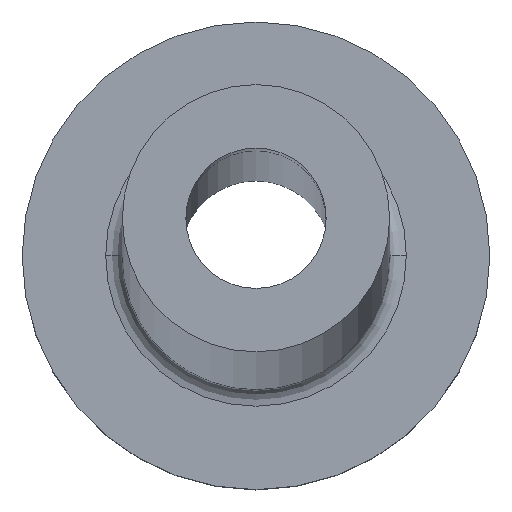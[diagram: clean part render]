
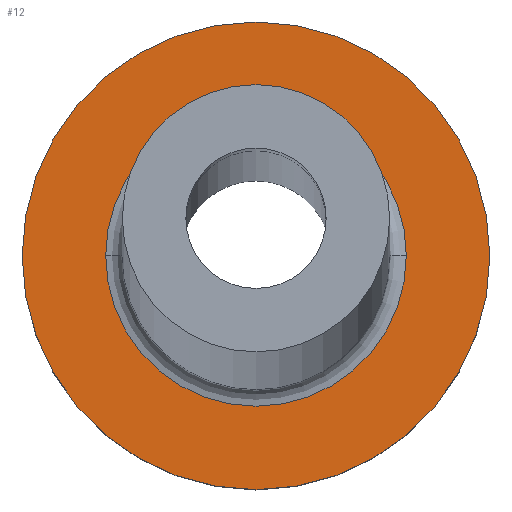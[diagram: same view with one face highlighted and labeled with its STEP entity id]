
A CAD part, top view. The second image highlights one B-rep face of the part: STEP entity #12.
In plain terms, the highlighted planar face has unit normal (0, 0, 1).
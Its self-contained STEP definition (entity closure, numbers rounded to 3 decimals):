
#2 = CIRCLE ( 'NONE', #24, 7. ) ;
#12 = ADVANCED_FACE ( 'NONE', ( #64, #148 ), #266, .T. ) ;
#14 = DIRECTION ( 'NONE',  ( 0., 0., 1. ) ) ;
#15 = DIRECTION ( 'NONE',  ( 0., 0., 1. ) ) ;
#24 = AXIS2_PLACEMENT_3D ( 'NONE', #38, #200, #433 ) ;
#38 = CARTESIAN_POINT ( 'NONE',  ( 0., 0., 5. ) ) ;
#64 = FACE_BOUND ( 'NONE', #197, .T. ) ;
#65 = ORIENTED_EDGE ( 'NONE', *, *, #274, .T. ) ;
#92 = EDGE_CURVE ( 'NONE', #271, #401, #180, .T. ) ;
#93 = ORIENTED_EDGE ( 'NONE', *, *, #283, .T. ) ;
#96 = CARTESIAN_POINT ( 'NONE',  ( 0., 0., 5. ) ) ;
#113 = CIRCLE ( 'NONE', #251, 7. ) ;
#118 = ORIENTED_EDGE ( 'NONE', *, *, #92, .T. ) ;
#121 = CARTESIAN_POINT ( 'NONE',  ( 4.5, 0., 5. ) ) ;
#128 = ORIENTED_EDGE ( 'NONE', *, *, #137, .T. ) ;
#131 = DIRECTION ( 'NONE',  ( 1., 0., 0. ) ) ;
#137 = EDGE_CURVE ( 'NONE', #401, #271, #326, .T. ) ;
#148 = FACE_OUTER_BOUND ( 'NONE', #218, .T. ) ;
#180 = CIRCLE ( 'NONE', #277, 4.5 ) ;
#181 = CARTESIAN_POINT ( 'NONE',  ( -7., 0., 5. ) ) ;
#192 = CARTESIAN_POINT ( 'NONE',  ( 0., 0., 5. ) ) ;
#197 = EDGE_LOOP ( 'NONE', ( #128, #118 ) ) ;
#198 = CARTESIAN_POINT ( 'NONE',  ( 0., 0., 5. ) ) ;
#200 = DIRECTION ( 'NONE',  ( 0., 0., 1. ) ) ;
#213 = AXIS2_PLACEMENT_3D ( 'NONE', #96, #455, #131 ) ;
#218 = EDGE_LOOP ( 'NONE', ( #65, #93 ) ) ;
#223 = VERTEX_POINT ( 'NONE', #181 ) ;
#245 = AXIS2_PLACEMENT_3D ( 'NONE', #192, #15, #290 ) ;
#248 = CARTESIAN_POINT ( 'NONE',  ( 0., 0., 5. ) ) ;
#251 = AXIS2_PLACEMENT_3D ( 'NONE', #248, #14, #254 ) ;
#254 = DIRECTION ( 'NONE',  ( 1., 0., 0. ) ) ;
#266 = PLANE ( 'NONE',  #245 ) ;
#271 = VERTEX_POINT ( 'NONE', #461 ) ;
#274 = EDGE_CURVE ( 'NONE', #223, #309, #2, .T. ) ;
#277 = AXIS2_PLACEMENT_3D ( 'NONE', #198, #314, #413 ) ;
#283 = EDGE_CURVE ( 'NONE', #309, #223, #113, .T. ) ;
#290 = DIRECTION ( 'NONE',  ( 1., 0., 0. ) ) ;
#309 = VERTEX_POINT ( 'NONE', #322 ) ;
#314 = DIRECTION ( 'NONE',  ( 0., 0., -1. ) ) ;
#322 = CARTESIAN_POINT ( 'NONE',  ( 7., 0., 5. ) ) ;
#326 = CIRCLE ( 'NONE', #213, 4.5 ) ;
#401 = VERTEX_POINT ( 'NONE', #121 ) ;
#413 = DIRECTION ( 'NONE',  ( 1., 0., 0. ) ) ;
#433 = DIRECTION ( 'NONE',  ( 1., 0., 0. ) ) ;
#455 = DIRECTION ( 'NONE',  ( 0., 0., -1. ) ) ;
#461 = CARTESIAN_POINT ( 'NONE',  ( -4.5, 0., 5. ) ) ;
